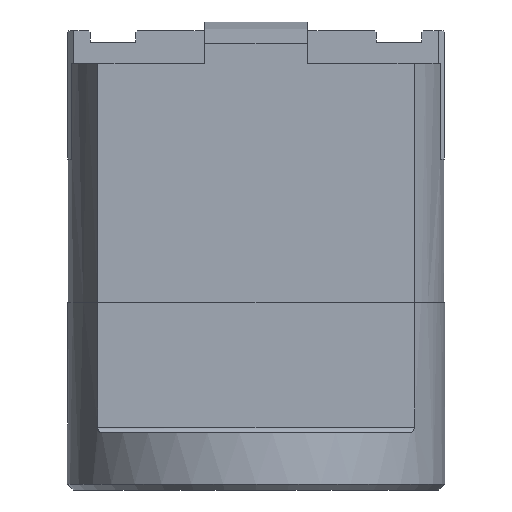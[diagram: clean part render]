
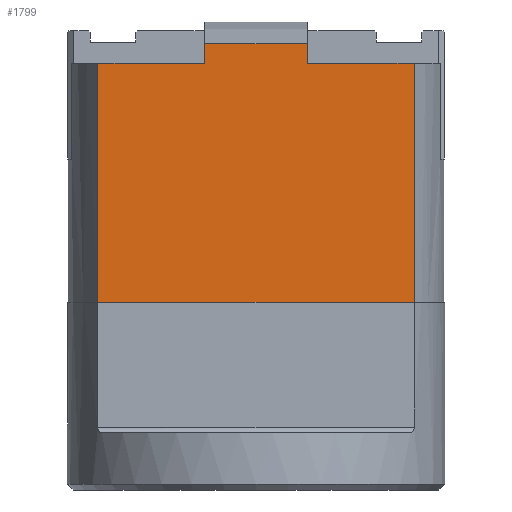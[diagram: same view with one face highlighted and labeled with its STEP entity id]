
A CAD part, front view. The second image highlights one B-rep face of the part: STEP entity #1799.
In plain terms, the highlighted planar face has unit normal (0, -1, 0).
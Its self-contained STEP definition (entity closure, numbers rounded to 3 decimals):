
#162=ORIENTED_EDGE('',*,*,#522,.F.);
#163=ORIENTED_EDGE('',*,*,#523,.F.);
#164=ORIENTED_EDGE('',*,*,#524,.F.);
#165=ORIENTED_EDGE('',*,*,#481,.T.);
#166=ORIENTED_EDGE('',*,*,#525,.F.);
#167=ORIENTED_EDGE('',*,*,#526,.T.);
#168=ORIENTED_EDGE('',*,*,#527,.T.);
#169=ORIENTED_EDGE('',*,*,#485,.T.);
#481=EDGE_CURVE('',#670,#669,#805,.T.);
#485=EDGE_CURVE('',#674,#673,#807,.T.);
#522=EDGE_CURVE('',#704,#673,#825,.F.);
#523=EDGE_CURVE('',#705,#704,#826,.T.);
#524=EDGE_CURVE('',#670,#705,#827,.T.);
#525=EDGE_CURVE('',#706,#669,#828,.T.);
#526=EDGE_CURVE('',#706,#707,#829,.T.);
#527=EDGE_CURVE('',#707,#674,#830,.T.);
#669=VERTEX_POINT('',#2404);
#670=VERTEX_POINT('',#2406);
#673=VERTEX_POINT('',#2413);
#674=VERTEX_POINT('',#2415);
#704=VERTEX_POINT('',#2510);
#705=VERTEX_POINT('',#2512);
#706=VERTEX_POINT('',#2515);
#707=VERTEX_POINT('',#2517);
#805=LINE('',#2405,#952);
#807=LINE('',#2414,#954);
#825=LINE('',#2509,#972);
#826=LINE('',#2511,#973);
#827=LINE('',#2513,#974);
#828=LINE('',#2514,#975);
#829=LINE('',#2516,#976);
#830=LINE('',#2518,#977);
#952=VECTOR('',#2009,1000.);
#954=VECTOR('',#2017,1000.);
#972=VECTOR('',#2089,1000.);
#973=VECTOR('',#2090,1000.);
#974=VECTOR('',#2091,1000.);
#975=VECTOR('',#2092,1000.);
#976=VECTOR('',#2093,1000.);
#977=VECTOR('',#2094,1000.);
#1119=EDGE_LOOP('',(#162,#163,#164,#165,#166,#167,#168,#169));
#1232=FACE_BOUND('',#1119,.T.);
#1335=PLANE('',#1910);
#1799=ADVANCED_FACE('',(#1232),#1335,.T.);
#1910=AXIS2_PLACEMENT_3D('',#2508,#2087,#2088);
#2009=DIRECTION('',(-1.,0.,0.));
#2017=DIRECTION('',(-1.,0.,0.));
#2087=DIRECTION('',(0.,-1.,0.));
#2088=DIRECTION('',(0.,0.,-1.));
#2089=DIRECTION('',(0.,0.,-1.));
#2090=DIRECTION('',(-1.,0.,0.));
#2091=DIRECTION('',(0.,0.,-1.));
#2092=DIRECTION('',(0.,0.,-1.));
#2093=DIRECTION('',(-1.,0.,0.));
#2094=DIRECTION('',(0.,0.,-1.));
#2404=CARTESIAN_POINT('',(4.5,-8.99,37.31));
#2405=CARTESIAN_POINT('',(16.5,-8.99,37.31));
#2406=CARTESIAN_POINT('',(13.824,-8.99,37.31));
#2413=CARTESIAN_POINT('',(-13.824,-8.99,37.31));
#2414=CARTESIAN_POINT('',(16.5,-8.99,37.31));
#2415=CARTESIAN_POINT('',(-4.5,-8.99,37.31));
#2508=CARTESIAN_POINT('',(33.,-8.99,16.4));
#2509=CARTESIAN_POINT('',(-13.824,-8.99,49.4));
#2510=CARTESIAN_POINT('',(-13.824,-8.99,16.4));
#2511=CARTESIAN_POINT('',(33.,-8.99,16.4));
#2512=CARTESIAN_POINT('',(13.824,-8.99,16.4));
#2513=CARTESIAN_POINT('',(13.824,-8.99,49.4));
#2514=CARTESIAN_POINT('',(4.5,-8.99,39.04));
#2515=CARTESIAN_POINT('',(4.5,-8.99,39.04));
#2516=CARTESIAN_POINT('',(4.5,-8.99,39.04));
#2517=CARTESIAN_POINT('',(-4.5,-8.99,39.04));
#2518=CARTESIAN_POINT('',(-4.5,-8.99,39.04));
